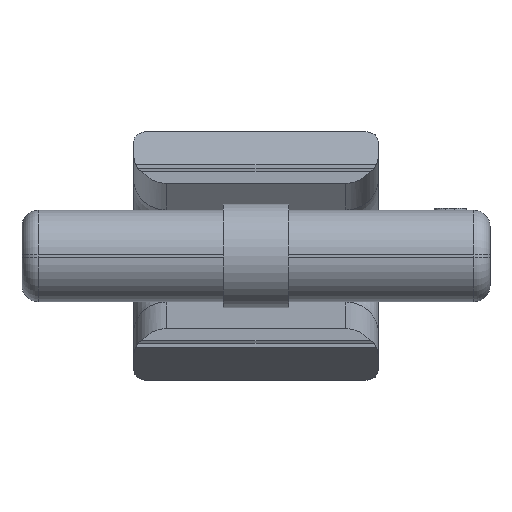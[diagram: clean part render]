
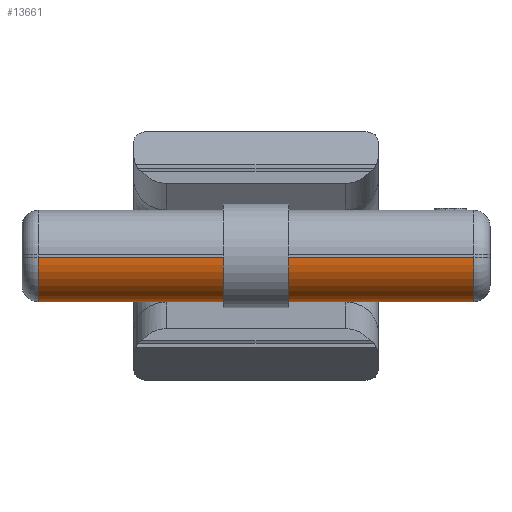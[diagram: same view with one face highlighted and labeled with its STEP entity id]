
A CAD part, front view. The second image highlights one B-rep face of the part: STEP entity #13661.
In plain terms, the highlighted cylindrical face has radius 11 mm (diameter 22 mm), a partial arc.
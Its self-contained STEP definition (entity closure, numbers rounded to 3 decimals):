
#10789=DIRECTION('',(-1.,0.,0.));
#10790=VECTOR('',#10789,107.);
#10791=CARTESIAN_POINT('',(53.5,-81.,-0.25));
#10792=LINE('',#10791,#10790);
#10793=CARTESIAN_POINT('',(53.5,-70.,-0.25));
#10794=DIRECTION('',(-1.,0.,0.));
#10795=DIRECTION('',(0.,0.,-1.));
#10796=AXIS2_PLACEMENT_3D('',#10793,#10794,#10795);
#10798=DIRECTION('',(1.,0.,0.));
#10799=VECTOR('',#10798,107.);
#10800=CARTESIAN_POINT('',(-53.5,-70.,-11.25));
#10801=LINE('',#10800,#10799);
#10802=CARTESIAN_POINT('',(-53.5,-70.,-0.25));
#10803=DIRECTION('',(-1.,0.,0.));
#10804=DIRECTION('',(0.,0.,-1.));
#10805=AXIS2_PLACEMENT_3D('',#10802,#10803,#10804);
#11910=CARTESIAN_POINT('',(-53.5,-70.,-11.25));
#11912=VERTEX_POINT('',#11910);
#11961=CARTESIAN_POINT('',(53.5,-70.,-11.25));
#11963=VERTEX_POINT('',#11961);
#11994=CARTESIAN_POINT('',(-53.5,-81.,-0.25));
#11995=VERTEX_POINT('',#11994);
#11998=CARTESIAN_POINT('',(53.5,-81.,-0.25));
#11999=VERTEX_POINT('',#11998);
#13648=CARTESIAN_POINT('',(132.457,-70.,-0.25));
#13649=DIRECTION('',(-1.,0.,0.));
#13650=DIRECTION('',(0.,0.,-1.));
#13651=AXIS2_PLACEMENT_3D('',#13648,#13649,#13650);
#13652=CYLINDRICAL_SURFACE('',#13651,11.);
#13654=ORIENTED_EDGE('',*,*,#13653,.F.);
#13655=ORIENTED_EDGE('',*,*,#13639,.F.);
#13656=ORIENTED_EDGE('',*,*,#13057,.F.);
#13658=ORIENTED_EDGE('',*,*,#13657,.T.);
#13659=EDGE_LOOP('',(#13654,#13655,#13656,#13658));
#13660=FACE_OUTER_BOUND('',#13659,.F.);
#13661=ADVANCED_FACE('',(#13660),#13652,.T.);
#10797=CIRCLE('',#10796,11.);
#10806=CIRCLE('',#10805,11.);
#13057=EDGE_CURVE('',#11912,#11963,#10801,.T.);
#13639=EDGE_CURVE('',#11963,#11999,#10797,.T.);
#13653=EDGE_CURVE('',#11999,#11995,#10792,.T.);
#13657=EDGE_CURVE('',#11912,#11995,#10806,.T.);
